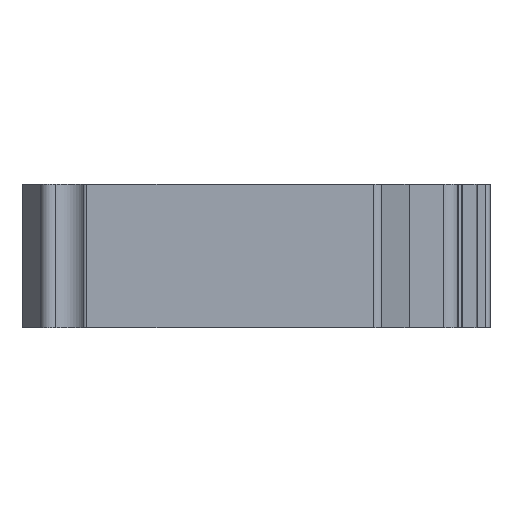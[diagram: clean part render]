
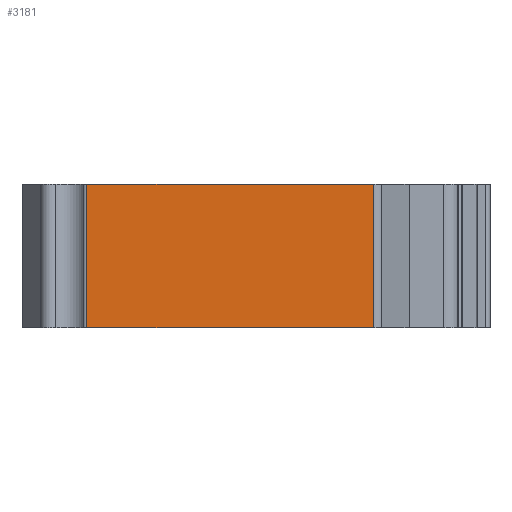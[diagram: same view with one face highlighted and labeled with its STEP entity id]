
A CAD part, left-side view. The second image highlights one B-rep face of the part: STEP entity #3181.
In plain terms, the highlighted planar face has unit normal (-1, 0, 0).
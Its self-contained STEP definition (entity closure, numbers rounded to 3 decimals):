
#219=DIRECTION('',(0.,-1.,0.));
#220=VECTOR('',#219,30.918);
#221=CARTESIAN_POINT('',(-289.053,39.208,0.));
#222=LINE('',#221,#220);
#818=DIRECTION('',(0.,-1.,0.));
#819=VECTOR('',#818,30.918);
#820=CARTESIAN_POINT('',(-289.053,39.208,15.5));
#821=LINE('',#820,#819);
#1257=DIRECTION('',(0.,0.,1.));
#1258=VECTOR('',#1257,15.5);
#1259=CARTESIAN_POINT('',(-289.053,8.29,0.));
#1260=LINE('',#1259,#1258);
#1261=DIRECTION('',(0.,0.,1.));
#1262=VECTOR('',#1261,15.5);
#1263=CARTESIAN_POINT('',(-289.053,39.208,0.));
#1264=LINE('',#1263,#1262);
#1530=CARTESIAN_POINT('',(-289.053,39.208,0.));
#1532=VERTEX_POINT('',#1530);
#1586=CARTESIAN_POINT('',(-289.053,39.208,15.5));
#1588=VERTEX_POINT('',#1586);
#1805=CARTESIAN_POINT('',(-289.053,8.29,0.));
#1806=CARTESIAN_POINT('',(-289.053,8.29,15.5));
#1807=VERTEX_POINT('',#1805);
#1808=VERTEX_POINT('',#1806);
#3169=CARTESIAN_POINT('',(-289.053,39.208,0.));
#3170=DIRECTION('',(-1.,0.,0.));
#3171=DIRECTION('',(0.,-1.,0.));
#3172=AXIS2_PLACEMENT_3D('',#3169,#3170,#3171);
#3173=PLANE('',#3172);
#3175=ORIENTED_EDGE('',*,*,#3174,.F.);
#3176=ORIENTED_EDGE('',*,*,#2112,.F.);
#3177=ORIENTED_EDGE('',*,*,#3164,.T.);
#3178=ORIENTED_EDGE('',*,*,#2404,.T.);
#3179=EDGE_LOOP('',(#3175,#3176,#3177,#3178));
#3180=FACE_OUTER_BOUND('',#3179,.F.);
#2112=EDGE_CURVE('',#1532,#1807,#222,.T.);
#2404=EDGE_CURVE('',#1588,#1808,#821,.T.);
#3164=EDGE_CURVE('',#1532,#1588,#1264,.T.);
#3174=EDGE_CURVE('',#1807,#1808,#1260,.T.);
#3181=ADVANCED_FACE('',(#3180),#3173,.T.);
